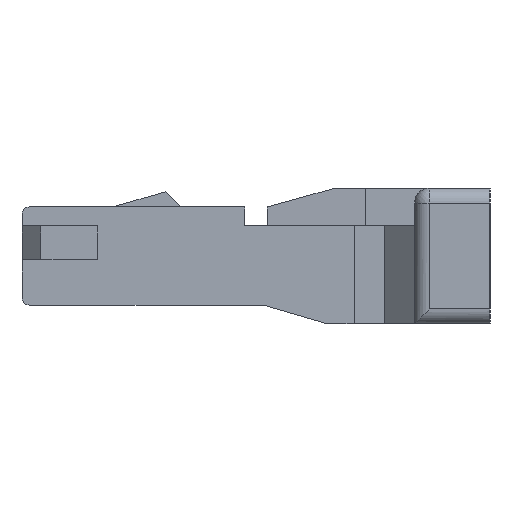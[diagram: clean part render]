
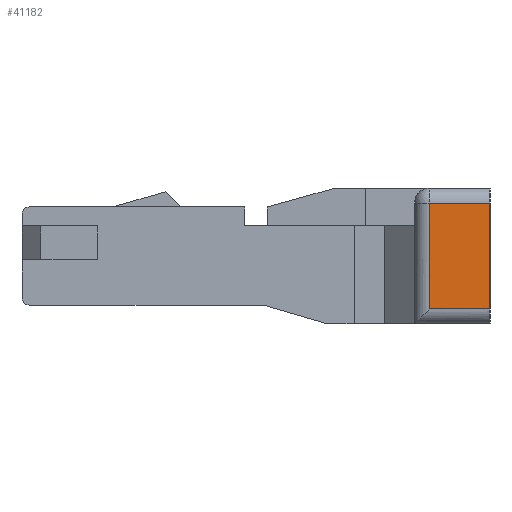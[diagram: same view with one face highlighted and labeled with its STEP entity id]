
A CAD part, left-side view. The second image highlights one B-rep face of the part: STEP entity #41182.
In plain terms, the highlighted planar face has unit normal (-1, 0, 0).
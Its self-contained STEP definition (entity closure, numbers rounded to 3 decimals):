
#55 = CYLINDRICAL_SURFACE('',#56,0.2);
#56 = AXIS2_PLACEMENT_3D('',#57,#58,#59);
#57 = CARTESIAN_POINT('',(-13.91,-10.582,-0.7));
#58 = DIRECTION('',(0.,1.,0.));
#59 = DIRECTION('',(0.,0.,-1.));
#105 = PLANE('',#106);
#106 = AXIS2_PLACEMENT_3D('',#107,#108,#109);
#107 = CARTESIAN_POINT('',(-14.11,-2.5,-0.9));
#108 = DIRECTION('',(0.,-1.,0.));
#109 = DIRECTION('',(1.,0.,0.));
#476 = EDGE_CURVE('',#477,#479,#481,.T.);
#477 = VERTEX_POINT('',#478);
#478 = CARTESIAN_POINT('',(-14.11,-2.5,-0.7));
#479 = VERTEX_POINT('',#480);
#480 = CARTESIAN_POINT('',(-14.11,-1.7,-0.7));
#481 = SURFACE_CURVE('',#482,(#486,#515),.PCURVE_S1.);
#482 = LINE('',#483,#484);
#483 = CARTESIAN_POINT('',(-14.11,-2.5,-0.7));
#484 = VECTOR('',#485,1.);
#485 = DIRECTION('',(0.,1.,0.));
#486 = PCURVE('',#55,#487);
#487 = DEFINITIONAL_REPRESENTATION('',(#488),#514);
#488 = B_SPLINE_CURVE_WITH_KNOTS('',3,(#489,#490,#491,#492,#493,#494,
    #495,#496,#497,#498,#499,#500,#501,#502,#503,#504,#505,#506,#507,
    #508,#509,#510,#511,#512,#513),.UNSPECIFIED.,.F.,.F.,(4,1,1,1,1,1,1,
    1,1,1,1,1,1,1,1,1,1,1,1,1,1,1,4),(0.,0.036,
    0.073,0.109,0.145,0.182,
    0.218,0.255,0.291,0.327,
    0.364,0.4,0.436,0.473,0.509,
    0.545,0.582,0.618,0.655,
    0.691,0.727,0.764,0.8),
  .QUASI_UNIFORM_KNOTS.);
#489 = CARTESIAN_POINT('',(1.571,8.082));
#490 = CARTESIAN_POINT('',(1.571,8.094));
#491 = CARTESIAN_POINT('',(1.571,8.119));
#492 = CARTESIAN_POINT('',(1.571,8.155));
#493 = CARTESIAN_POINT('',(1.571,8.191));
#494 = CARTESIAN_POINT('',(1.571,8.228));
#495 = CARTESIAN_POINT('',(1.571,8.264));
#496 = CARTESIAN_POINT('',(1.571,8.301));
#497 = CARTESIAN_POINT('',(1.571,8.337));
#498 = CARTESIAN_POINT('',(1.571,8.373));
#499 = CARTESIAN_POINT('',(1.571,8.41));
#500 = CARTESIAN_POINT('',(1.571,8.446));
#501 = CARTESIAN_POINT('',(1.571,8.482));
#502 = CARTESIAN_POINT('',(1.571,8.519));
#503 = CARTESIAN_POINT('',(1.571,8.555));
#504 = CARTESIAN_POINT('',(1.571,8.591));
#505 = CARTESIAN_POINT('',(1.571,8.628));
#506 = CARTESIAN_POINT('',(1.571,8.664));
#507 = CARTESIAN_POINT('',(1.571,8.701));
#508 = CARTESIAN_POINT('',(1.571,8.737));
#509 = CARTESIAN_POINT('',(1.571,8.773));
#510 = CARTESIAN_POINT('',(1.571,8.81));
#511 = CARTESIAN_POINT('',(1.571,8.846));
#512 = CARTESIAN_POINT('',(1.571,8.87));
#513 = CARTESIAN_POINT('',(1.571,8.882));
#514 = ( GEOMETRIC_REPRESENTATION_CONTEXT(2) 
PARAMETRIC_REPRESENTATION_CONTEXT() REPRESENTATION_CONTEXT('2D SPACE',''
  ) );
#515 = PCURVE('',#516,#521);
#516 = PLANE('',#517);
#517 = AXIS2_PLACEMENT_3D('',#518,#519,#520);
#518 = CARTESIAN_POINT('',(-14.11,-1.5,-0.9));
#519 = DIRECTION('',(-1.,0.,0.));
#520 = DIRECTION('',(0.,-1.,0.));
#521 = DEFINITIONAL_REPRESENTATION('',(#522),#526);
#522 = LINE('',#523,#524);
#523 = CARTESIAN_POINT('',(1.,0.2));
#524 = VECTOR('',#525,1.);
#525 = DIRECTION('',(-1.,0.));
#526 = ( GEOMETRIC_REPRESENTATION_CONTEXT(2) 
PARAMETRIC_REPRESENTATION_CONTEXT() REPRESENTATION_CONTEXT('2D SPACE',''
  ) );
#594 = CYLINDRICAL_SURFACE('',#595,0.2);
#595 = AXIS2_PLACEMENT_3D('',#596,#597,#598);
#596 = CARTESIAN_POINT('',(-13.91,-1.7,-3.246));
#597 = DIRECTION('',(0.,0.,1.));
#598 = DIRECTION('',(0.,1.,0.));
#881 = EDGE_CURVE('',#477,#882,#884,.T.);
#882 = VERTEX_POINT('',#883);
#883 = CARTESIAN_POINT('',(-14.11,-2.5,0.7));
#884 = SURFACE_CURVE('',#885,(#889,#896),.PCURVE_S1.);
#885 = LINE('',#886,#887);
#886 = CARTESIAN_POINT('',(-14.11,-2.5,-0.7));
#887 = VECTOR('',#888,1.);
#888 = DIRECTION('',(0.,0.,1.));
#889 = PCURVE('',#105,#890);
#890 = DEFINITIONAL_REPRESENTATION('',(#891),#895);
#891 = LINE('',#892,#893);
#892 = CARTESIAN_POINT('',(0.,0.2));
#893 = VECTOR('',#894,1.);
#894 = DIRECTION('',(0.,1.));
#895 = ( GEOMETRIC_REPRESENTATION_CONTEXT(2) 
PARAMETRIC_REPRESENTATION_CONTEXT() REPRESENTATION_CONTEXT('2D SPACE',''
  ) );
#896 = PCURVE('',#516,#897);
#897 = DEFINITIONAL_REPRESENTATION('',(#898),#902);
#898 = LINE('',#899,#900);
#899 = CARTESIAN_POINT('',(1.,0.2));
#900 = VECTOR('',#901,1.);
#901 = DIRECTION('',(0.,1.));
#902 = ( GEOMETRIC_REPRESENTATION_CONTEXT(2) 
PARAMETRIC_REPRESENTATION_CONTEXT() REPRESENTATION_CONTEXT('2D SPACE',''
  ) );
#921 = CYLINDRICAL_SURFACE('',#922,0.2);
#922 = AXIS2_PLACEMENT_3D('',#923,#924,#925);
#923 = CARTESIAN_POINT('',(-13.91,-10.582,0.7));
#924 = DIRECTION('',(0.,1.,0.));
#925 = DIRECTION('',(-1.,0.,0.));
#41071 = VERTEX_POINT('',#41072);
#41072 = CARTESIAN_POINT('',(-14.11,-1.7,0.7));
#41140 = EDGE_CURVE('',#479,#41071,#41141,.T.);
#41141 = SURFACE_CURVE('',#41142,(#41146,#41175),.PCURVE_S1.);
#41142 = LINE('',#41143,#41144);
#41143 = CARTESIAN_POINT('',(-14.11,-1.7,-0.7));
#41144 = VECTOR('',#41145,1.);
#41145 = DIRECTION('',(0.,0.,1.));
#41146 = PCURVE('',#594,#41147);
#41147 = DEFINITIONAL_REPRESENTATION('',(#41148),#41174);
#41148 = B_SPLINE_CURVE_WITH_KNOTS('',3,(#41149,#41150,#41151,#41152,
    #41153,#41154,#41155,#41156,#41157,#41158,#41159,#41160,#41161,
    #41162,#41163,#41164,#41165,#41166,#41167,#41168,#41169,#41170,
    #41171,#41172,#41173),.UNSPECIFIED.,.F.,.F.,(4,1,1,1,1,1,1,1,1,1,1,1
    ,1,1,1,1,1,1,1,1,1,1,4),(0.,0.064,0.127,
    0.191,0.255,0.318,0.382,
    0.445,0.509,0.573,0.636,0.7,
    0.764,0.827,0.891,0.955,
    1.018,1.082,1.145,1.209,
    1.273,1.336,1.4),.QUASI_UNIFORM_KNOTS.);
#41149 = CARTESIAN_POINT('',(1.571,2.546));
#41150 = CARTESIAN_POINT('',(1.571,2.568));
#41151 = CARTESIAN_POINT('',(1.571,2.61));
#41152 = CARTESIAN_POINT('',(1.571,2.674));
#41153 = CARTESIAN_POINT('',(1.571,2.737));
#41154 = CARTESIAN_POINT('',(1.571,2.801));
#41155 = CARTESIAN_POINT('',(1.571,2.865));
#41156 = CARTESIAN_POINT('',(1.571,2.928));
#41157 = CARTESIAN_POINT('',(1.571,2.992));
#41158 = CARTESIAN_POINT('',(1.571,3.056));
#41159 = CARTESIAN_POINT('',(1.571,3.119));
#41160 = CARTESIAN_POINT('',(1.571,3.183));
#41161 = CARTESIAN_POINT('',(1.571,3.246));
#41162 = CARTESIAN_POINT('',(1.571,3.31));
#41163 = CARTESIAN_POINT('',(1.571,3.374));
#41164 = CARTESIAN_POINT('',(1.571,3.437));
#41165 = CARTESIAN_POINT('',(1.571,3.501));
#41166 = CARTESIAN_POINT('',(1.571,3.565));
#41167 = CARTESIAN_POINT('',(1.571,3.628));
#41168 = CARTESIAN_POINT('',(1.571,3.692));
#41169 = CARTESIAN_POINT('',(1.571,3.756));
#41170 = CARTESIAN_POINT('',(1.571,3.819));
#41171 = CARTESIAN_POINT('',(1.571,3.883));
#41172 = CARTESIAN_POINT('',(1.571,3.925));
#41173 = CARTESIAN_POINT('',(1.571,3.946));
#41174 = ( GEOMETRIC_REPRESENTATION_CONTEXT(2) 
PARAMETRIC_REPRESENTATION_CONTEXT() REPRESENTATION_CONTEXT('2D SPACE',''
  ) );
#41175 = PCURVE('',#516,#41176);
#41176 = DEFINITIONAL_REPRESENTATION('',(#41177),#41181);
#41177 = LINE('',#41178,#41179);
#41178 = CARTESIAN_POINT('',(0.2,0.2));
#41179 = VECTOR('',#41180,1.);
#41180 = DIRECTION('',(0.,1.));
#41181 = ( GEOMETRIC_REPRESENTATION_CONTEXT(2) 
PARAMETRIC_REPRESENTATION_CONTEXT() REPRESENTATION_CONTEXT('2D SPACE',''
  ) );
#41182 = ADVANCED_FACE('',(#41183),#516,.T.);
#41183 = FACE_BOUND('',#41184,.F.);
#41184 = EDGE_LOOP('',(#41185,#41228,#41229,#41230));
#41185 = ORIENTED_EDGE('',*,*,#41186,.F.);
#41186 = EDGE_CURVE('',#882,#41071,#41187,.T.);
#41187 = SURFACE_CURVE('',#41188,(#41192,#41199),.PCURVE_S1.);
#41188 = LINE('',#41189,#41190);
#41189 = CARTESIAN_POINT('',(-14.11,-2.5,0.7));
#41190 = VECTOR('',#41191,1.);
#41191 = DIRECTION('',(0.,1.,0.));
#41192 = PCURVE('',#516,#41193);
#41193 = DEFINITIONAL_REPRESENTATION('',(#41194),#41198);
#41194 = LINE('',#41195,#41196);
#41195 = CARTESIAN_POINT('',(1.,1.6));
#41196 = VECTOR('',#41197,1.);
#41197 = DIRECTION('',(-1.,0.));
#41198 = ( GEOMETRIC_REPRESENTATION_CONTEXT(2) 
PARAMETRIC_REPRESENTATION_CONTEXT() REPRESENTATION_CONTEXT('2D SPACE',''
  ) );
#41199 = PCURVE('',#921,#41200);
#41200 = DEFINITIONAL_REPRESENTATION('',(#41201),#41227);
#41201 = B_SPLINE_CURVE_WITH_KNOTS('',3,(#41202,#41203,#41204,#41205,
    #41206,#41207,#41208,#41209,#41210,#41211,#41212,#41213,#41214,
    #41215,#41216,#41217,#41218,#41219,#41220,#41221,#41222,#41223,
    #41224,#41225,#41226),.UNSPECIFIED.,.F.,.F.,(4,1,1,1,1,1,1,1,1,1,1,1
    ,1,1,1,1,1,1,1,1,1,1,4),(0.,0.036,
    0.073,0.109,0.145,0.182,
    0.218,0.255,0.291,0.327,
    0.364,0.4,0.436,0.473,0.509,
    0.545,0.582,0.618,0.655,
    0.691,0.727,0.764,0.8),
  .QUASI_UNIFORM_KNOTS.);
#41202 = CARTESIAN_POINT('',(0.,8.082));
#41203 = CARTESIAN_POINT('',(0.,8.094));
#41204 = CARTESIAN_POINT('',(0.,8.119));
#41205 = CARTESIAN_POINT('',(0.,8.155));
#41206 = CARTESIAN_POINT('',(0.,8.191));
#41207 = CARTESIAN_POINT('',(0.,8.228));
#41208 = CARTESIAN_POINT('',(0.,8.264));
#41209 = CARTESIAN_POINT('',(0.,8.301));
#41210 = CARTESIAN_POINT('',(0.,8.337));
#41211 = CARTESIAN_POINT('',(0.,8.373));
#41212 = CARTESIAN_POINT('',(0.,8.41));
#41213 = CARTESIAN_POINT('',(0.,8.446));
#41214 = CARTESIAN_POINT('',(0.,8.482));
#41215 = CARTESIAN_POINT('',(0.,8.519));
#41216 = CARTESIAN_POINT('',(0.,8.555));
#41217 = CARTESIAN_POINT('',(0.,8.591));
#41218 = CARTESIAN_POINT('',(0.,8.628));
#41219 = CARTESIAN_POINT('',(0.,8.664));
#41220 = CARTESIAN_POINT('',(0.,8.701));
#41221 = CARTESIAN_POINT('',(0.,8.737));
#41222 = CARTESIAN_POINT('',(0.,8.773));
#41223 = CARTESIAN_POINT('',(0.,8.81));
#41224 = CARTESIAN_POINT('',(0.,8.846));
#41225 = CARTESIAN_POINT('',(0.,8.87));
#41226 = CARTESIAN_POINT('',(0.,8.882));
#41227 = ( GEOMETRIC_REPRESENTATION_CONTEXT(2) 
PARAMETRIC_REPRESENTATION_CONTEXT() REPRESENTATION_CONTEXT('2D SPACE',''
  ) );
#41228 = ORIENTED_EDGE('',*,*,#881,.F.);
#41229 = ORIENTED_EDGE('',*,*,#476,.T.);
#41230 = ORIENTED_EDGE('',*,*,#41140,.T.);
